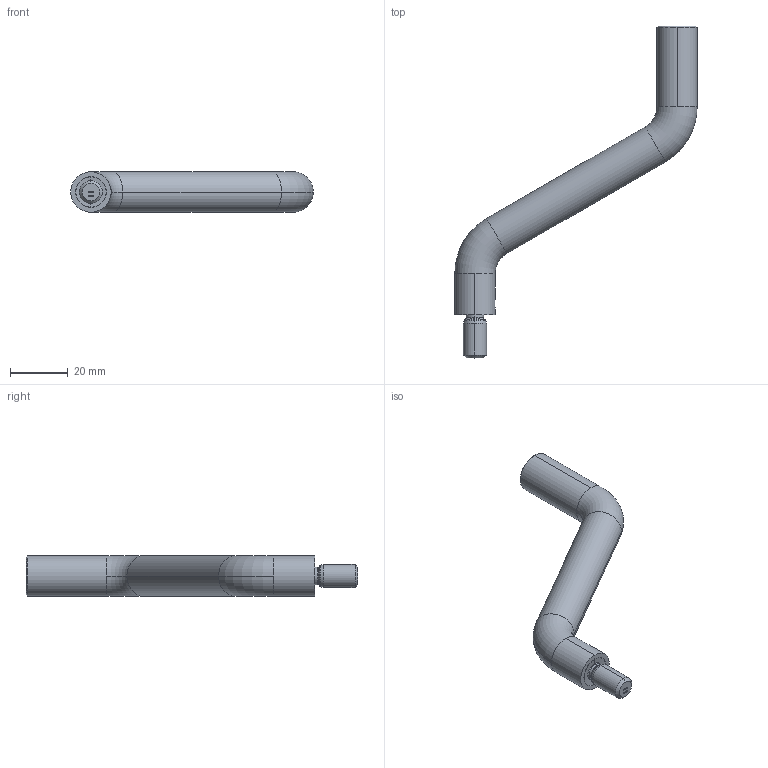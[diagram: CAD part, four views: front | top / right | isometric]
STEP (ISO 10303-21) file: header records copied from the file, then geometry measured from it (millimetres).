
FILE_DESCRIPTION (( 'STEP AP203' ), '1' );
FILE_NAME ('50472-240.step', '2018-08-08T12:22:26', ( '' ), ( '' ), 'SwSTEP 2.0', 'SolidWorks 2015', '' );
FILE_SCHEMA (( 'CONFIG_CONTROL_DESIGN' ));
Length unit declared in the file: millimetre
Products named in the file (4): 50472-240; 50472-240 Teil1_50472-240 Teil1; 50472-240 Teil2_50472-240 Teil2; DIN 914_-_M04 x 04_DIN 914 M4 x 4
Assembly tree (3 placements, depth 2):
  50472-240
    50472-240 Teil2_50472-240 Teil2
    50472-240 Teil1_50472-240 Teil1
    DIN 914_-_M04 x 04_DIN 914 M4 x 4
Bounding box: 84 x 115 x 14 mm (x, y, z)
Volume: 21704.2 mm3; surface area: 7839.6 mm2
Topology: 3 solids, 3 shells, 304 faces, 772 edges, 497 vertices
Faces by surface type: plane 158, bspline 86, cone 24, cylinder 24, torus 12
Entity records: 14424 total; most frequent: CARTESIAN_POINT 7237, ORIENTED_EDGE 1532, DIRECTION 1128, EDGE_CURVE 766, LINE 500, VECTOR 500, VERTEX_POINT 497, EDGE_LOOP 335
